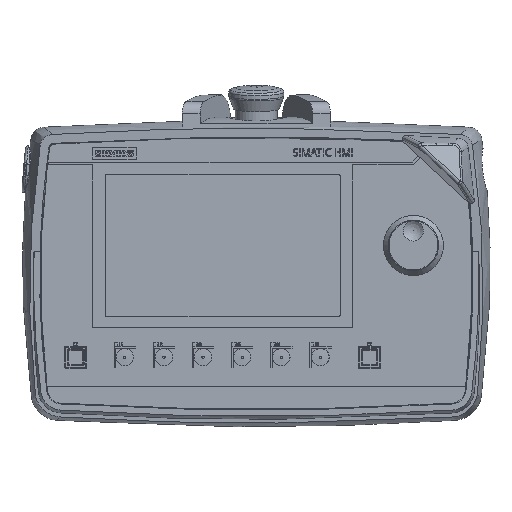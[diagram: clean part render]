
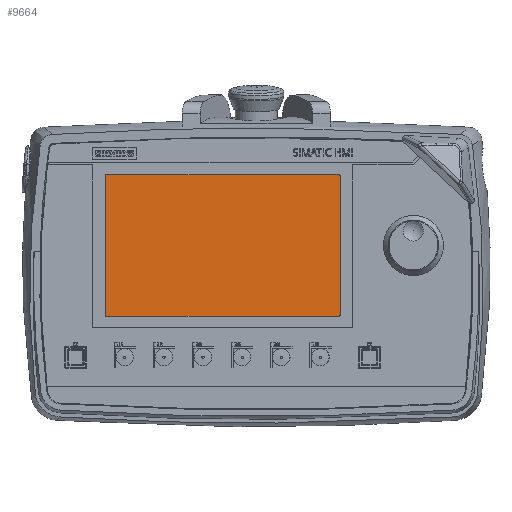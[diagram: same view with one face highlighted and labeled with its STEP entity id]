
A CAD part, top view. The second image highlights one B-rep face of the part: STEP entity #9664.
In plain terms, the highlighted planar face has unit normal (0, 0, 1).
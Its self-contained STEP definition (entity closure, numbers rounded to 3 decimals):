
#9664=ADVANCED_FACE('',(#11523),#10544,.T.);
#10544=PLANE('',#34876);
#11523=FACE_OUTER_BOUND('',#12809,.T.);
#12809=EDGE_LOOP('',(#23404,#23405,#23406,#23407,#23408,#23409,#23410,#23411));
#15039=LINE('',#52483,#17397);
#15043=LINE('',#52492,#17401);
#15047=LINE('',#52501,#17405);
#15051=LINE('',#52510,#17409);
#17397=VECTOR('',#37962,1.);
#17401=VECTOR('',#37968,1.);
#17405=VECTOR('',#37974,1.);
#17409=VECTOR('',#37980,1.);
#23404=ORIENTED_EDGE('',*,*,#29641,.T.);
#23405=ORIENTED_EDGE('',*,*,#30033,.T.);
#23406=ORIENTED_EDGE('',*,*,#29653,.T.);
#23407=ORIENTED_EDGE('',*,*,#30032,.T.);
#23408=ORIENTED_EDGE('',*,*,#29649,.T.);
#23409=ORIENTED_EDGE('',*,*,#30031,.T.);
#23410=ORIENTED_EDGE('',*,*,#29645,.T.);
#23411=ORIENTED_EDGE('',*,*,#30034,.T.);
#26356=VERTEX_POINT('',#52484);
#26357=VERTEX_POINT('',#52485);
#26360=VERTEX_POINT('',#52493);
#26361=VERTEX_POINT('',#52494);
#26364=VERTEX_POINT('',#52502);
#26365=VERTEX_POINT('',#52503);
#26368=VERTEX_POINT('',#52511);
#26369=VERTEX_POINT('',#52512);
#29641=EDGE_CURVE('',#26356,#26357,#15039,.T.);
#29645=EDGE_CURVE('',#26360,#26361,#15043,.T.);
#29649=EDGE_CURVE('',#26364,#26365,#15047,.T.);
#29653=EDGE_CURVE('',#26368,#26369,#15051,.T.);
#30031=EDGE_CURVE('',#26365,#26360,#31942,.T.);
#30032=EDGE_CURVE('',#26369,#26364,#31943,.T.);
#30033=EDGE_CURVE('',#26357,#26368,#31944,.T.);
#30034=EDGE_CURVE('',#26361,#26356,#31945,.T.);
#31942=CIRCLE('',#34603,1.);
#31943=CIRCLE('',#34605,1.);
#31944=CIRCLE('',#34607,1.);
#31945=CIRCLE('',#34609,1.);
#34603=AXIS2_PLACEMENT_3D('',#53519,#38598,#38599);
#34605=AXIS2_PLACEMENT_3D('',#53521,#38602,#38603);
#34607=AXIS2_PLACEMENT_3D('',#53523,#38606,#38607);
#34609=AXIS2_PLACEMENT_3D('',#53525,#38610,#38611);
#34876=AXIS2_PLACEMENT_3D('',#54473,#39293,#39294);
#37962=DIRECTION('',(0.,-1.,0.));
#37968=DIRECTION('',(-1.,0.,0.));
#37974=DIRECTION('',(0.,1.,0.));
#37980=DIRECTION('',(1.,0.,0.));
#38598=DIRECTION('',(0.,0.,1.));
#38599=DIRECTION('',(1.,0.,0.));
#38602=DIRECTION('',(0.,0.,1.));
#38603=DIRECTION('',(1.,0.,0.));
#38606=DIRECTION('',(0.,0.,1.));
#38607=DIRECTION('',(1.,0.,0.));
#38610=DIRECTION('',(0.,0.,1.));
#38611=DIRECTION('',(1.,0.,0.));
#39293=DIRECTION('',(0.,0.,1.));
#39294=DIRECTION('',(1.,0.,0.));
#52483=CARTESIAN_POINT('',(31.847,159.998,15.844));
#52484=CARTESIAN_POINT('',(31.847,159.998,15.844));
#52485=CARTESIAN_POINT('',(31.847,69.098,15.844));
#52492=CARTESIAN_POINT('',(184.747,160.998,15.844));
#52493=CARTESIAN_POINT('',(184.747,160.998,15.844));
#52494=CARTESIAN_POINT('',(32.847,160.998,15.844));
#52501=CARTESIAN_POINT('',(185.747,69.098,15.844));
#52502=CARTESIAN_POINT('',(185.747,69.098,15.844));
#52503=CARTESIAN_POINT('',(185.747,159.998,15.844));
#52510=CARTESIAN_POINT('',(32.847,68.098,15.844));
#52511=CARTESIAN_POINT('',(32.847,68.098,15.844));
#52512=CARTESIAN_POINT('',(184.747,68.098,15.844));
#53519=CARTESIAN_POINT('',(184.747,159.998,15.844));
#53521=CARTESIAN_POINT('',(184.747,69.098,15.844));
#53523=CARTESIAN_POINT('',(32.847,69.098,15.844));
#53525=CARTESIAN_POINT('',(32.847,159.998,15.844));
#54473=CARTESIAN_POINT('',(32.847,69.098,15.844));
